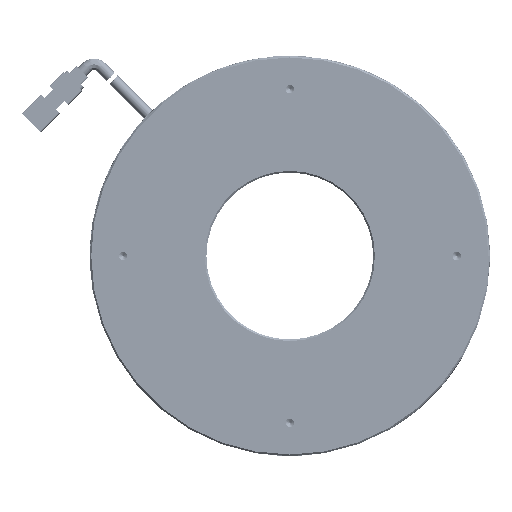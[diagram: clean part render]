
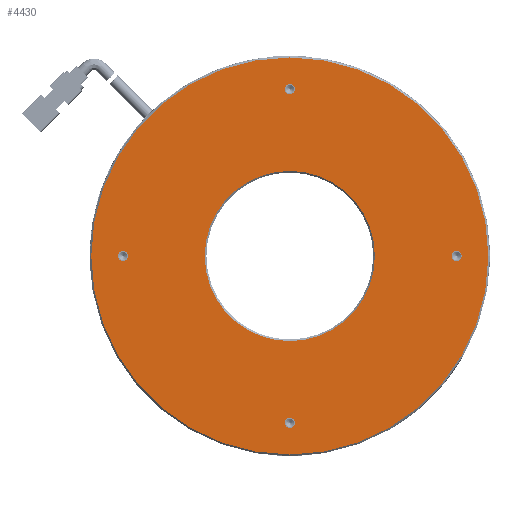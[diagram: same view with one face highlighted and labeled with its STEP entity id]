
A CAD part, front view. The second image highlights one B-rep face of the part: STEP entity #4430.
In plain terms, the highlighted planar face has unit normal (0, -1, 0).
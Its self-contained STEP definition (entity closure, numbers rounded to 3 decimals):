
#584 = DIRECTION ( 'NONE',  ( 0., 0., -1. ) ) ;
#3644 = VERTEX_POINT ( 'NONE', #12725 ) ;
#4430 = ADVANCED_FACE ( 'NONE', ( #51892, #104568, #193297, #4924, #187771, #140610 ), #68811, .F. ) ;
#4924 = FACE_BOUND ( 'NONE', #189123, .T. ) ;
#5981 = VERTEX_POINT ( 'NONE', #146551 ) ;
#8240 = CIRCLE ( 'NONE', #102194, 1.5 ) ;
#8682 = EDGE_CURVE ( 'NONE', #16052, #208656, #144655, .T. ) ;
#12725 = CARTESIAN_POINT ( 'NONE',  ( -19.509, -15.431, -59.5 ) ) ;
#14073 = EDGE_CURVE ( 'NONE', #5981, #66827, #8240, .T. ) ;
#14801 = ORIENTED_EDGE ( 'NONE', *, *, #66599, .F. ) ;
#16052 = VERTEX_POINT ( 'NONE', #78434 ) ;
#18836 = CIRCLE ( 'NONE', #86722, 1.5 ) ;
#18980 = CIRCLE ( 'NONE', #105795, 1.5 ) ;
#21836 = DIRECTION ( 'NONE',  ( 0., -1., 0. ) ) ;
#22184 = ORIENTED_EDGE ( 'NONE', *, *, #24975, .F. ) ;
#22712 = ORIENTED_EDGE ( 'NONE', *, *, #65918, .F. ) ;
#24975 = EDGE_CURVE ( 'NONE', #66827, #5981, #18836, .T. ) ;
#25088 = DIRECTION ( 'NONE',  ( 0., 1., 0. ) ) ;
#25331 = CARTESIAN_POINT ( 'NONE',  ( -19.509, -15.431, 50. ) ) ;
#27161 = CARTESIAN_POINT ( 'NONE',  ( -19.509, -15.431, 59.5 ) ) ;
#33591 = ORIENTED_EDGE ( 'NONE', *, *, #203764, .F. ) ;
#42599 = AXIS2_PLACEMENT_3D ( 'NONE', #25331, #149177, #43062 ) ;
#42613 = DIRECTION ( 'NONE',  ( 0., -1., 0. ) ) ;
#43062 = DIRECTION ( 'NONE',  ( 0., 0., -1. ) ) ;
#46844 = EDGE_LOOP ( 'NONE', ( #82487, #203729 ) ) ;
#51892 = FACE_BOUND ( 'NONE', #103947, .T. ) ;
#52793 = CARTESIAN_POINT ( 'NONE',  ( -19.509, -15.431, 0. ) ) ;
#56563 = CARTESIAN_POINT ( 'NONE',  ( -19.509, -15.431, -50. ) ) ;
#56759 = EDGE_CURVE ( 'NONE', #208656, #16052, #148856, .T. ) ;
#57282 = DIRECTION ( 'NONE',  ( 0., -1., 0. ) ) ;
#57907 = VERTEX_POINT ( 'NONE', #140112 ) ;
#60392 = EDGE_LOOP ( 'NONE', ( #223423, #22712 ) ) ;
#64188 = DIRECTION ( 'NONE',  ( 0., 0., 1. ) ) ;
#64479 = DIRECTION ( 'NONE',  ( 0., 1., 0. ) ) ;
#65268 = CARTESIAN_POINT ( 'NONE',  ( -44.509, -15.431, 0. ) ) ;
#65918 = EDGE_CURVE ( 'NONE', #57907, #152743, #192180, .T. ) ;
#66599 = EDGE_CURVE ( 'NONE', #183282, #82654, #161241, .T. ) ;
#66827 = VERTEX_POINT ( 'NONE', #189443 ) ;
#68811 = PLANE ( 'NONE',  #211992 ) ;
#70603 = DIRECTION ( 'NONE',  ( 0., 0., -1. ) ) ;
#74330 = DIRECTION ( 'NONE',  ( 0., 0., -1. ) ) ;
#75019 = CARTESIAN_POINT ( 'NONE',  ( 30.491, -15.431, 0. ) ) ;
#78434 = CARTESIAN_POINT ( 'NONE',  ( -19.509, -15.431, -48.5 ) ) ;
#79006 = DIRECTION ( 'NONE',  ( 0., -1., 0. ) ) ;
#82487 = ORIENTED_EDGE ( 'NONE', *, *, #229738, .F. ) ;
#82654 = VERTEX_POINT ( 'NONE', #209652 ) ;
#82719 = CIRCLE ( 'NONE', #206871, 25.5 ) ;
#84463 = ORIENTED_EDGE ( 'NONE', *, *, #190519, .F. ) ;
#86722 = AXIS2_PLACEMENT_3D ( 'NONE', #148720, #42613, #166547 ) ;
#88202 = CARTESIAN_POINT ( 'NONE',  ( -19.509, -15.431, 0. ) ) ;
#92821 = DIRECTION ( 'NONE',  ( 0., 0., -1. ) ) ;
#98303 = CIRCLE ( 'NONE', #129222, 1.5 ) ;
#101506 = DIRECTION ( 'NONE',  ( 0., -1., 0. ) ) ;
#102194 = AXIS2_PLACEMENT_3D ( 'NONE', #185221, #79006, #203047 ) ;
#102459 = CARTESIAN_POINT ( 'NONE',  ( -19.509, -15.431, 48.5 ) ) ;
#102764 = VERTEX_POINT ( 'NONE', #27161 ) ;
#103947 = EDGE_LOOP ( 'NONE', ( #175629, #170796 ) ) ;
#104568 = FACE_BOUND ( 'NONE', #157091, .T. ) ;
#105795 = AXIS2_PLACEMENT_3D ( 'NONE', #163434, #57282, #181243 ) ;
#106100 = DIRECTION ( 'NONE',  ( 0., 0., 1. ) ) ;
#106489 = DIRECTION ( 'NONE',  ( 0., -1., 0. ) ) ;
#122384 = AXIS2_PLACEMENT_3D ( 'NONE', #88202, #212372, #106100 ) ;
#122996 = EDGE_CURVE ( 'NONE', #152743, #57907, #18980, .T. ) ;
#127838 = CARTESIAN_POINT ( 'NONE',  ( -19.509, -15.431, 0. ) ) ;
#129222 = AXIS2_PLACEMENT_3D ( 'NONE', #75019, #199075, #92821 ) ;
#131102 = CARTESIAN_POINT ( 'NONE',  ( -19.509, -15.431, 0. ) ) ;
#133257 = CARTESIAN_POINT ( 'NONE',  ( -19.509, -15.431, -51.5 ) ) ;
#140112 = CARTESIAN_POINT ( 'NONE',  ( -19.509, -15.431, 51.5 ) ) ;
#140610 = FACE_BOUND ( 'NONE', #178095, .T. ) ;
#144655 = CIRCLE ( 'NONE', #164400, 1.5 ) ;
#145684 = DIRECTION ( 'NONE',  ( 0., 0., -1. ) ) ;
#146551 = CARTESIAN_POINT ( 'NONE',  ( -69.509, -15.431, 1.5 ) ) ;
#148720 = CARTESIAN_POINT ( 'NONE',  ( -69.509, -15.431, 0. ) ) ;
#148856 = CIRCLE ( 'NONE', #226146, 1.5 ) ;
#148930 = DIRECTION ( 'NONE',  ( 0., 0., 1. ) ) ;
#149177 = DIRECTION ( 'NONE',  ( 0., -1., 0. ) ) ;
#149194 = CARTESIAN_POINT ( 'NONE',  ( 30.491, -15.431, 1.5 ) ) ;
#152743 = VERTEX_POINT ( 'NONE', #102459 ) ;
#155092 = ORIENTED_EDGE ( 'NONE', *, *, #14073, .F. ) ;
#157091 = EDGE_LOOP ( 'NONE', ( #84463, #33591 ) ) ;
#161241 = CIRCLE ( 'NONE', #163028, 25.5 ) ;
#161295 = EDGE_CURVE ( 'NONE', #3644, #102764, #182487, .T. ) ;
#161325 = AXIS2_PLACEMENT_3D ( 'NONE', #207751, #101506, #225494 ) ;
#163028 = AXIS2_PLACEMENT_3D ( 'NONE', #52793, #176792, #70603 ) ;
#163434 = CARTESIAN_POINT ( 'NONE',  ( -19.509, -15.431, 50. ) ) ;
#164400 = AXIS2_PLACEMENT_3D ( 'NONE', #56563, #180495, #74330 ) ;
#166547 = DIRECTION ( 'NONE',  ( 0., 0., -1. ) ) ;
#170796 = ORIENTED_EDGE ( 'NONE', *, *, #8682, .F. ) ;
#175629 = ORIENTED_EDGE ( 'NONE', *, *, #56759, .F. ) ;
#176792 = DIRECTION ( 'NONE',  ( 0., -1., 0. ) ) ;
#178095 = EDGE_LOOP ( 'NONE', ( #14801, #213871 ) ) ;
#180495 = DIRECTION ( 'NONE',  ( 0., -1., 0. ) ) ;
#181243 = DIRECTION ( 'NONE',  ( 0., 0., -1. ) ) ;
#182487 = CIRCLE ( 'NONE', #196995, 59.5 ) ;
#183282 = VERTEX_POINT ( 'NONE', #194369 ) ;
#185221 = CARTESIAN_POINT ( 'NONE',  ( -69.509, -15.431, 0. ) ) ;
#185975 = VERTEX_POINT ( 'NONE', #149194 ) ;
#187771 = FACE_OUTER_BOUND ( 'NONE', #46844, .T. ) ;
#189123 = EDGE_LOOP ( 'NONE', ( #22184, #155092 ) ) ;
#189443 = CARTESIAN_POINT ( 'NONE',  ( -69.509, -15.431, -1.5 ) ) ;
#190519 = EDGE_CURVE ( 'NONE', #196414, #185975, #205902, .T. ) ;
#191065 = CIRCLE ( 'NONE', #122384, 59.5 ) ;
#192180 = CIRCLE ( 'NONE', #42599, 1.5 ) ;
#193297 = FACE_BOUND ( 'NONE', #60392, .T. ) ;
#194369 = CARTESIAN_POINT ( 'NONE',  ( -19.509, -15.431, -25.5 ) ) ;
#196414 = VERTEX_POINT ( 'NONE', #201257 ) ;
#196995 = AXIS2_PLACEMENT_3D ( 'NONE', #131102, #25088, #148930 ) ;
#197605 = EDGE_CURVE ( 'NONE', #82654, #183282, #82719, .T. ) ;
#199075 = DIRECTION ( 'NONE',  ( 0., -1., 0. ) ) ;
#201257 = CARTESIAN_POINT ( 'NONE',  ( 30.491, -15.431, -1.5 ) ) ;
#203047 = DIRECTION ( 'NONE',  ( 0., 0., -1. ) ) ;
#203729 = ORIENTED_EDGE ( 'NONE', *, *, #161295, .F. ) ;
#203764 = EDGE_CURVE ( 'NONE', #185975, #196414, #98303, .T. ) ;
#205902 = CIRCLE ( 'NONE', #161325, 1.5 ) ;
#206871 = AXIS2_PLACEMENT_3D ( 'NONE', #127838, #21836, #145684 ) ;
#207751 = CARTESIAN_POINT ( 'NONE',  ( 30.491, -15.431, 0. ) ) ;
#208656 = VERTEX_POINT ( 'NONE', #133257 ) ;
#209652 = CARTESIAN_POINT ( 'NONE',  ( -19.509, -15.431, 25.5 ) ) ;
#211992 = AXIS2_PLACEMENT_3D ( 'NONE', #65268, #64479, #64188 ) ;
#212372 = DIRECTION ( 'NONE',  ( 0., 1., 0. ) ) ;
#212747 = CARTESIAN_POINT ( 'NONE',  ( -19.509, -15.431, -50. ) ) ;
#213871 = ORIENTED_EDGE ( 'NONE', *, *, #197605, .F. ) ;
#223423 = ORIENTED_EDGE ( 'NONE', *, *, #122996, .F. ) ;
#225494 = DIRECTION ( 'NONE',  ( 0., 0., -1. ) ) ;
#226146 = AXIS2_PLACEMENT_3D ( 'NONE', #212747, #106489, #584 ) ;
#229738 = EDGE_CURVE ( 'NONE', #102764, #3644, #191065, .T. ) ;
